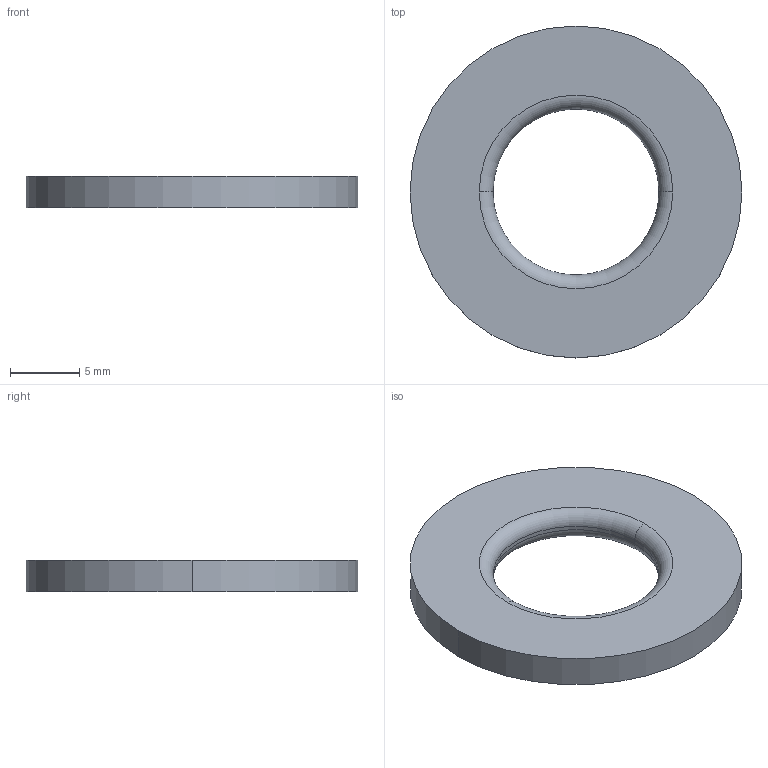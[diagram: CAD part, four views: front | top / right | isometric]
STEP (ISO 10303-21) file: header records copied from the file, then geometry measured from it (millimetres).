
FILE_DESCRIPTION (( 'STEP AP214' ), '1' );
FILE_NAME ('LED24round.STEP', '2012-09-18T01:44:45', ( 'User' ), ( 'Microsoft' ), 'SwSTEP 2.0', 'SolidWorks 2011', '' );
FILE_SCHEMA (( 'AUTOMOTIVE_DESIGN' ));
Length unit declared in the file: millimetre
Products named in the file (1): LED24round
Bounding box: 24 x 24 x 2.3 mm (x, y, z)
Volume: 763.6 mm3; surface area: 907.2 mm2
Topology: 1 solids, 1 shells, 10 faces, 20 edges, 12 vertices
Faces by surface type: torus 4, cylinder 4, plane 2
Entity records: 306 total; most frequent: DIRECTION 58, CARTESIAN_POINT 43, ORIENTED_EDGE 40, AXIS2_PLACEMENT_3D 27, EDGE_CURVE 20, CIRCLE 16, EDGE_LOOP 12, VERTEX_POINT 12
